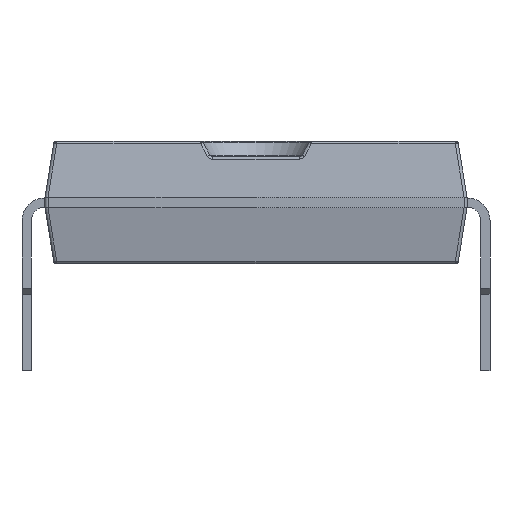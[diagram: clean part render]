
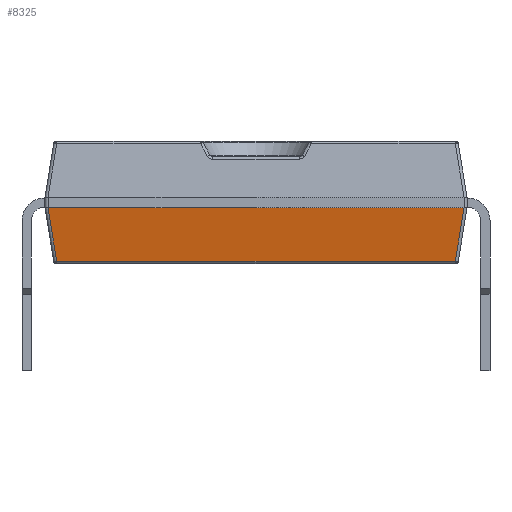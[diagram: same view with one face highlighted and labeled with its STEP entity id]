
A CAD part, front view. The second image highlights one B-rep face of the part: STEP entity #8325.
In plain terms, the highlighted planar face has unit normal (0, -0.987, -0.162).
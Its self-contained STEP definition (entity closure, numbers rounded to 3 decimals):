
#215 = CARTESIAN_POINT ( 'NONE',  ( 6.515, -17.614, 0.594 ) ) ;
#461 = CARTESIAN_POINT ( 'NONE',  ( -6.8, -17.9, 2.335 ) ) ;
#688 = VERTEX_POINT ( 'NONE', #9976 ) ;
#786 = VERTEX_POINT ( 'NONE', #8791 ) ;
#998 = DIRECTION ( 'NONE',  ( -1., 0., 0. ) ) ;
#1295 = CARTESIAN_POINT ( 'NONE',  ( 6.801, -17.9, 2.335 ) ) ;
#1397 = CARTESIAN_POINT ( 'NONE',  ( -6.801, -17.9, 2.335 ) ) ;
#1786 = VERTEX_POINT ( 'NONE', #2178 ) ;
#1824 = DIRECTION ( 'NONE',  ( 0.16, 0.16, -0.974 ) ) ;
#2025 = EDGE_CURVE ( 'NONE', #10547, #1786, #8540, .T. ) ;
#2048 = LINE ( 'NONE', #7637, #4471 ) ;
#2076 = FACE_OUTER_BOUND ( 'NONE', #3310, .T. ) ;
#2178 = CARTESIAN_POINT ( 'NONE',  ( -6.515, -17.614, 0.594 ) ) ;
#2295 = DIRECTION ( 'NONE',  ( 0., -0.987, -0.162 ) ) ;
#2323 = ORIENTED_EDGE ( 'NONE', *, *, #3382, .T. ) ;
#2452 = VECTOR ( 'NONE', #9389, 1000. ) ;
#3191 = CARTESIAN_POINT ( 'NONE',  ( 6.515, -17.614, 0.594 ) ) ;
#3203 = CARTESIAN_POINT ( 'NONE',  ( -3.45, -17.75, 1.423 ) ) ;
#3310 = EDGE_LOOP ( 'NONE', ( #9166, #9719, #5354, #2323, #9060, #8708 ) ) ;
#3382 = EDGE_CURVE ( 'NONE', #5328, #1786, #2048, .T. ) ;
#4471 = VECTOR ( 'NONE', #1824, 1000. ) ;
#4490 = VECTOR ( 'NONE', #998, 1000. ) ;
#4505 = CARTESIAN_POINT ( 'NONE',  ( -3.45, -17.9, 2.335 ) ) ;
#4600 = CARTESIAN_POINT ( 'NONE',  ( 6.801, -17.9, 2.335 ) ) ;
#5328 = VERTEX_POINT ( 'NONE', #1397 ) ;
#5354 = ORIENTED_EDGE ( 'NONE', *, *, #10417, .T. ) ;
#5366 = CARTESIAN_POINT ( 'NONE',  ( -6.8, -17.9, 2.335 ) ) ;
#5409 = AXIS2_PLACEMENT_3D ( 'NONE', #3203, #2295, #9833 ) ;
#5643 = EDGE_CURVE ( 'NONE', #786, #7348, #8425, .T. ) ;
#5666 = LINE ( 'NONE', #3191, #9169 ) ;
#6308 = EDGE_CURVE ( 'NONE', #688, #786, #8157, .T. ) ;
#7006 = CARTESIAN_POINT ( 'NONE',  ( 6.8, -17.9, 2.335 ) ) ;
#7053 = CARTESIAN_POINT ( 'NONE',  ( -6.801, -17.9, 2.335 ) ) ;
#7194 = PLANE ( 'NONE',  #5409 ) ;
#7348 = VERTEX_POINT ( 'NONE', #5366 ) ;
#7637 = CARTESIAN_POINT ( 'NONE',  ( -6.801, -17.9, 2.335 ) ) ;
#8157 = B_SPLINE_CURVE_WITH_KNOTS ( 'NONE', 3,
 ( #4600, #1295, #9522, #7006 ),
 .UNSPECIFIED., .F., .F.,
 ( 4, 4 ),
 ( 0., 1. ),
 .UNSPECIFIED. ) ;
#8325 = ADVANCED_FACE ( 'NONE', ( #2076 ), #7194, .T. ) ;
#8425 = LINE ( 'NONE', #4505, #4490 ) ;
#8540 = LINE ( 'NONE', #9216, #2452 ) ;
#8578 = B_SPLINE_CURVE_WITH_KNOTS ( 'NONE', 3,
 ( #8654, #461, #10206, #7053 ),
 .UNSPECIFIED., .F., .F.,
 ( 4, 4 ),
 ( 0., 1. ),
 .UNSPECIFIED. ) ;
#8654 = CARTESIAN_POINT ( 'NONE',  ( -6.8, -17.9, 2.335 ) ) ;
#8708 = ORIENTED_EDGE ( 'NONE', *, *, #9612, .T. ) ;
#8791 = CARTESIAN_POINT ( 'NONE',  ( 6.8, -17.9, 2.335 ) ) ;
#8899 = DIRECTION ( 'NONE',  ( 0.16, -0.16, 0.974 ) ) ;
#9060 = ORIENTED_EDGE ( 'NONE', *, *, #2025, .F. ) ;
#9166 = ORIENTED_EDGE ( 'NONE', *, *, #6308, .T. ) ;
#9169 = VECTOR ( 'NONE', #8899, 1000. ) ;
#9216 = CARTESIAN_POINT ( 'NONE',  ( -1.725, -17.614, 0.594 ) ) ;
#9389 = DIRECTION ( 'NONE',  ( -1., 0., 0. ) ) ;
#9522 = CARTESIAN_POINT ( 'NONE',  ( 6.8, -17.9, 2.335 ) ) ;
#9612 = EDGE_CURVE ( 'NONE', #10547, #688, #5666, .T. ) ;
#9719 = ORIENTED_EDGE ( 'NONE', *, *, #5643, .T. ) ;
#9833 = DIRECTION ( 'NONE',  ( 0., 0.162, -0.987 ) ) ;
#9976 = CARTESIAN_POINT ( 'NONE',  ( 6.801, -17.9, 2.335 ) ) ;
#10206 = CARTESIAN_POINT ( 'NONE',  ( -6.801, -17.9, 2.335 ) ) ;
#10417 = EDGE_CURVE ( 'NONE', #7348, #5328, #8578, .T. ) ;
#10547 = VERTEX_POINT ( 'NONE', #215 ) ;
